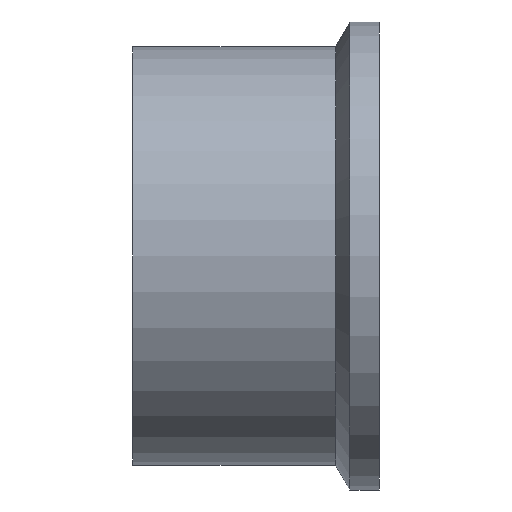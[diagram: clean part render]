
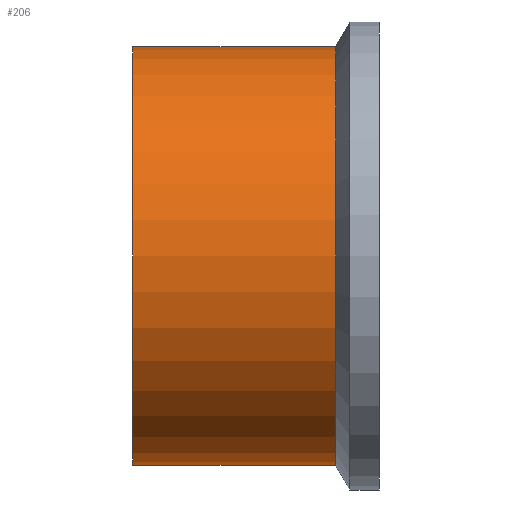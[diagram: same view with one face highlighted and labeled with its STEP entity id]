
A CAD part, front view. The second image highlights one B-rep face of the part: STEP entity #206.
In plain terms, the highlighted cylindrical face has radius 21.2 mm (diameter 42.4 mm), a partial arc.
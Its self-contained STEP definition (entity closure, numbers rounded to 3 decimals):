
#1 = CARTESIAN_POINT ( 'NONE',  ( -24.75, 0., 0. ) ) ;
#11 = ORIENTED_EDGE ( 'NONE', *, *, #265, .F. ) ;
#12 = CARTESIAN_POINT ( 'NONE',  ( -4.193, 0., 0. ) ) ;
#25 = ORIENTED_EDGE ( 'NONE', *, *, #158, .F. ) ;
#41 = LINE ( 'NONE', #76, #147 ) ;
#63 = VERTEX_POINT ( 'NONE', #326 ) ;
#76 = CARTESIAN_POINT ( 'NONE',  ( -160.192, 0., -21.2 ) ) ;
#91 = VERTEX_POINT ( 'NONE', #330 ) ;
#102 = AXIS2_PLACEMENT_3D ( 'NONE', #12, #111, #138 ) ;
#104 = CARTESIAN_POINT ( 'NONE',  ( -160.192, 0., 21.2 ) ) ;
#111 = DIRECTION ( 'NONE',  ( -1., 0., 0. ) ) ;
#113 = AXIS2_PLACEMENT_3D ( 'NONE', #1, #201, #137 ) ;
#135 = VERTEX_POINT ( 'NONE', #300 ) ;
#137 = DIRECTION ( 'NONE',  ( 0., 0., 1. ) ) ;
#138 = DIRECTION ( 'NONE',  ( 0., 0., 1. ) ) ;
#141 = CIRCLE ( 'NONE', #102, 21.2 ) ;
#147 = VECTOR ( 'NONE', #346, 1000. ) ;
#158 = EDGE_CURVE ( 'NONE', #135, #220, #169, .T. ) ;
#161 = VECTOR ( 'NONE', #377, 1000. ) ;
#169 = CIRCLE ( 'NONE', #113, 21.2 ) ;
#201 = DIRECTION ( 'NONE',  ( -1., 0., 0. ) ) ;
#206 = ADVANCED_FACE ( 'NONE', ( #208 ), #268, .T. ) ;
#208 = FACE_OUTER_BOUND ( 'NONE', #366, .T. ) ;
#220 = VERTEX_POINT ( 'NONE', #343 ) ;
#235 = AXIS2_PLACEMENT_3D ( 'NONE', #242, #376, #401 ) ;
#242 = CARTESIAN_POINT ( 'NONE',  ( -160.192, 0., 0. ) ) ;
#265 = EDGE_CURVE ( 'NONE', #63, #135, #41, .T. ) ;
#268 = CYLINDRICAL_SURFACE ( 'NONE', #235, 21.2 ) ;
#300 = CARTESIAN_POINT ( 'NONE',  ( -24.75, 0., -21.2 ) ) ;
#312 = EDGE_CURVE ( 'NONE', #91, #220, #337, .T. ) ;
#326 = CARTESIAN_POINT ( 'NONE',  ( -4.193, 0., -21.2 ) ) ;
#330 = CARTESIAN_POINT ( 'NONE',  ( -4.193, 0., 21.2 ) ) ;
#337 = LINE ( 'NONE', #104, #161 ) ;
#343 = CARTESIAN_POINT ( 'NONE',  ( -24.75, 0., 21.2 ) ) ;
#346 = DIRECTION ( 'NONE',  ( -1., 0., 0. ) ) ;
#358 = ORIENTED_EDGE ( 'NONE', *, *, #375, .T. ) ;
#366 = EDGE_LOOP ( 'NONE', ( #11, #358, #411, #25 ) ) ;
#375 = EDGE_CURVE ( 'NONE', #63, #91, #141, .T. ) ;
#376 = DIRECTION ( 'NONE',  ( -1., 0., 0. ) ) ;
#377 = DIRECTION ( 'NONE',  ( -1., 0., 0. ) ) ;
#401 = DIRECTION ( 'NONE',  ( 0., 0., 1. ) ) ;
#411 = ORIENTED_EDGE ( 'NONE', *, *, #312, .T. ) ;
